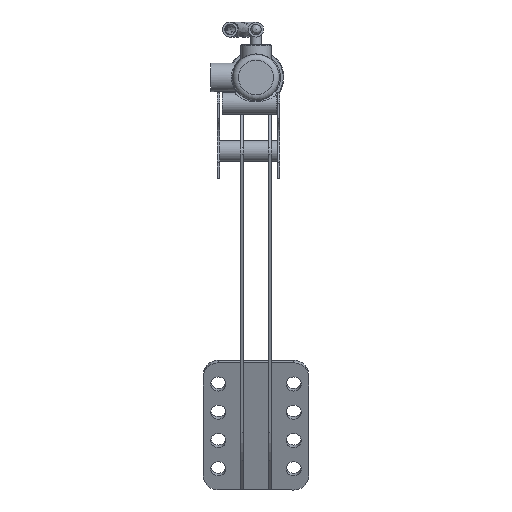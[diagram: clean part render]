
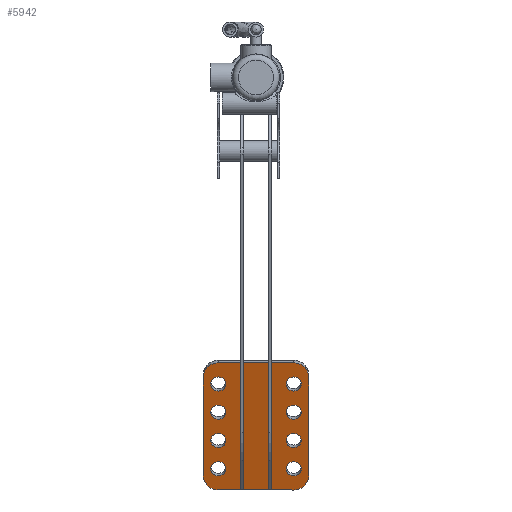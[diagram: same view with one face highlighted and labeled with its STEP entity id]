
A CAD part, left-side view. The second image highlights one B-rep face of the part: STEP entity #5942.
In plain terms, the highlighted face is planar.
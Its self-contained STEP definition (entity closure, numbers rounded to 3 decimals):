
#225=FACE_BOUND('',#1239,.T.);
#226=FACE_BOUND('',#1240,.T.);
#227=FACE_BOUND('',#1241,.T.);
#228=FACE_BOUND('',#1242,.T.);
#229=FACE_BOUND('',#1243,.T.);
#230=FACE_BOUND('',#1244,.T.);
#231=FACE_BOUND('',#1245,.T.);
#232=FACE_BOUND('',#1246,.T.);
#501=PLANE('',#6593);
#829=FACE_OUTER_BOUND('',#1238,.T.);
#1238=EDGE_LOOP('',(#5200,#5201,#5202,#5203,#5204,#5205,#5206,#5207));
#1239=EDGE_LOOP('',(#5208));
#1240=EDGE_LOOP('',(#5209));
#1241=EDGE_LOOP('',(#5210));
#1242=EDGE_LOOP('',(#5211));
#1243=EDGE_LOOP('',(#5212));
#1244=EDGE_LOOP('',(#5213));
#1245=EDGE_LOOP('',(#5214));
#1246=EDGE_LOOP('',(#5215));
#1608=LINE('',#14203,#2006);
#1612=LINE('',#14212,#2010);
#1622=LINE('',#14251,#2020);
#1623=LINE('',#14255,#2021);
#2006=VECTOR('',#8004,10.);
#2010=VECTOR('',#8014,10.);
#2020=VECTOR('',#8062,10.);
#2021=VECTOR('',#8065,10.);
#2373=CIRCLE('',#6573,10.);
#2374=CIRCLE('',#6576,10.);
#2375=CIRCLE('',#6578,5.);
#2376=CIRCLE('',#6580,5.);
#2377=CIRCLE('',#6582,5.);
#2378=CIRCLE('',#6584,5.);
#2379=CIRCLE('',#6586,5.);
#2380=CIRCLE('',#6588,5.);
#2381=CIRCLE('',#6590,5.);
#2382=CIRCLE('',#6592,5.);
#2383=CIRCLE('',#6594,10.);
#2384=CIRCLE('',#6595,10.);
#2862=VERTEX_POINT('',#14200);
#2863=VERTEX_POINT('',#14202);
#2864=VERTEX_POINT('',#14206);
#2865=VERTEX_POINT('',#14210);
#2866=VERTEX_POINT('',#14214);
#2867=VERTEX_POINT('',#14218);
#2868=VERTEX_POINT('',#14222);
#2869=VERTEX_POINT('',#14226);
#2870=VERTEX_POINT('',#14230);
#2871=VERTEX_POINT('',#14234);
#2872=VERTEX_POINT('',#14238);
#2873=VERTEX_POINT('',#14242);
#2874=VERTEX_POINT('',#14246);
#2875=VERTEX_POINT('',#14250);
#2876=VERTEX_POINT('',#14252);
#2877=VERTEX_POINT('',#14254);
#3648=EDGE_CURVE('',#2862,#2863,#1608,.T.);
#3651=EDGE_CURVE('',#2864,#2862,#2373,.T.);
#3653=EDGE_CURVE('',#2865,#2864,#1612,.T.);
#3655=EDGE_CURVE('',#2866,#2865,#2374,.T.);
#3657=EDGE_CURVE('',#2867,#2867,#2375,.T.);
#3659=EDGE_CURVE('',#2868,#2868,#2376,.T.);
#3661=EDGE_CURVE('',#2869,#2869,#2377,.T.);
#3663=EDGE_CURVE('',#2870,#2870,#2378,.T.);
#3665=EDGE_CURVE('',#2871,#2871,#2379,.T.);
#3667=EDGE_CURVE('',#2872,#2872,#2380,.T.);
#3669=EDGE_CURVE('',#2873,#2873,#2381,.T.);
#3671=EDGE_CURVE('',#2874,#2874,#2382,.T.);
#3672=EDGE_CURVE('',#2866,#2875,#1622,.T.);
#3673=EDGE_CURVE('',#2876,#2875,#2383,.T.);
#3674=EDGE_CURVE('',#2877,#2876,#1623,.T.);
#3675=EDGE_CURVE('',#2863,#2877,#2384,.T.);
#5200=ORIENTED_EDGE('',*,*,#3655,.F.);
#5201=ORIENTED_EDGE('',*,*,#3672,.T.);
#5202=ORIENTED_EDGE('',*,*,#3673,.F.);
#5203=ORIENTED_EDGE('',*,*,#3674,.F.);
#5204=ORIENTED_EDGE('',*,*,#3675,.F.);
#5205=ORIENTED_EDGE('',*,*,#3648,.F.);
#5206=ORIENTED_EDGE('',*,*,#3651,.F.);
#5207=ORIENTED_EDGE('',*,*,#3653,.F.);
#5208=ORIENTED_EDGE('',*,*,#3657,.T.);
#5209=ORIENTED_EDGE('',*,*,#3659,.T.);
#5210=ORIENTED_EDGE('',*,*,#3661,.T.);
#5211=ORIENTED_EDGE('',*,*,#3663,.T.);
#5212=ORIENTED_EDGE('',*,*,#3665,.T.);
#5213=ORIENTED_EDGE('',*,*,#3667,.T.);
#5214=ORIENTED_EDGE('',*,*,#3669,.T.);
#5215=ORIENTED_EDGE('',*,*,#3671,.T.);
#5942=ADVANCED_FACE('',(#829,#225,#226,#227,#228,#229,#230,#231,#232),#501,
 .T.);
#6573=AXIS2_PLACEMENT_3D('',#14208,#8009,#8010);
#6576=AXIS2_PLACEMENT_3D('',#14216,#8018,#8019);
#6578=AXIS2_PLACEMENT_3D('',#14220,#8023,#8024);
#6580=AXIS2_PLACEMENT_3D('',#14224,#8028,#8029);
#6582=AXIS2_PLACEMENT_3D('',#14228,#8033,#8034);
#6584=AXIS2_PLACEMENT_3D('',#14232,#8038,#8039);
#6586=AXIS2_PLACEMENT_3D('',#14236,#8043,#8044);
#6588=AXIS2_PLACEMENT_3D('',#14240,#8048,#8049);
#6590=AXIS2_PLACEMENT_3D('',#14244,#8053,#8054);
#6592=AXIS2_PLACEMENT_3D('',#14248,#8058,#8059);
#6593=AXIS2_PLACEMENT_3D('',#14249,#8060,#8061);
#6594=AXIS2_PLACEMENT_3D('',#14253,#8063,#8064);
#6595=AXIS2_PLACEMENT_3D('',#14256,#8066,#8067);
#8004=DIRECTION('',(1.,0.,0.));
#8009=DIRECTION('center_axis',(0.,0.342,-0.94));
#8010=DIRECTION('ref_axis',(-0.707,0.664,0.242));
#8014=DIRECTION('',(0.,0.94,0.342));
#8018=DIRECTION('center_axis',(0.,0.342,-0.94));
#8019=DIRECTION('ref_axis',(-0.707,-0.664,-0.242));
#8023=DIRECTION('center_axis',(0.,0.342,-0.94));
#8024=DIRECTION('ref_axis',(-1.,0.,0.));
#8028=DIRECTION('center_axis',(0.,0.342,-0.94));
#8029=DIRECTION('ref_axis',(-1.,0.,0.));
#8033=DIRECTION('center_axis',(0.,0.342,-0.94));
#8034=DIRECTION('ref_axis',(-1.,0.,0.));
#8038=DIRECTION('center_axis',(0.,0.342,-0.94));
#8039=DIRECTION('ref_axis',(-1.,0.,0.));
#8043=DIRECTION('center_axis',(0.,0.342,-0.94));
#8044=DIRECTION('ref_axis',(-1.,0.,0.));
#8048=DIRECTION('center_axis',(0.,0.342,-0.94));
#8049=DIRECTION('ref_axis',(-1.,0.,0.));
#8053=DIRECTION('center_axis',(0.,0.342,-0.94));
#8054=DIRECTION('ref_axis',(-1.,0.,0.));
#8058=DIRECTION('center_axis',(0.,0.342,-0.94));
#8059=DIRECTION('ref_axis',(-1.,0.,0.));
#8060=DIRECTION('center_axis',(0.,-0.342,0.94));
#8061=DIRECTION('ref_axis',(0.,-0.94,-0.342));
#8062=DIRECTION('',(1.,0.,0.));
#8063=DIRECTION('center_axis',(0.,0.342,-0.94));
#8064=DIRECTION('ref_axis',(0.707,-0.664,-0.242));
#8065=DIRECTION('',(0.,-0.94,-0.342));
#8066=DIRECTION('center_axis',(0.,0.342,-0.94));
#8067=DIRECTION('ref_axis',(0.707,0.664,0.242));
#14200=CARTESIAN_POINT('',(-25.,-40.971,-51.309));
#14202=CARTESIAN_POINT('',(25.,-40.971,-51.309));
#14203=CARTESIAN_POINT('',(0.,-40.971,-51.309));
#14206=CARTESIAN_POINT('',(-35.,-50.368,-54.729));
#14208=CARTESIAN_POINT('Origin',(-25.,-50.368,-54.729));
#14210=CARTESIAN_POINT('',(-35.,-116.146,-78.671));
#14212=CARTESIAN_POINT('',(-35.,100.,0.));
#14214=CARTESIAN_POINT('',(-25.,-125.543,-82.091));
#14216=CARTESIAN_POINT('Origin',(-25.,-116.146,-78.671));
#14218=CARTESIAN_POINT('',(-20.,-92.654,-70.12));
#14220=CARTESIAN_POINT('Origin',(-25.,-92.654,-70.12));
#14222=CARTESIAN_POINT('',(-20.,-55.066,-56.439));
#14224=CARTESIAN_POINT('Origin',(-25.,-55.066,-56.439));
#14226=CARTESIAN_POINT('',(-20.,-73.86,-63.28));
#14228=CARTESIAN_POINT('Origin',(-25.,-73.86,-63.28));
#14230=CARTESIAN_POINT('',(30.,-111.448,-76.961));
#14232=CARTESIAN_POINT('Origin',(25.,-111.448,-76.961));
#14234=CARTESIAN_POINT('',(30.,-92.654,-70.12));
#14236=CARTESIAN_POINT('Origin',(25.,-92.654,-70.12));
#14238=CARTESIAN_POINT('',(30.,-55.066,-56.439));
#14240=CARTESIAN_POINT('Origin',(25.,-55.066,-56.439));
#14242=CARTESIAN_POINT('',(30.,-73.86,-63.28));
#14244=CARTESIAN_POINT('Origin',(25.,-73.86,-63.28));
#14246=CARTESIAN_POINT('',(-20.,-111.448,-76.961));
#14248=CARTESIAN_POINT('Origin',(-25.,-111.448,-76.961));
#14249=CARTESIAN_POINT('Origin',(0.,-40.971,-51.309));
#14250=CARTESIAN_POINT('',(25.,-125.543,-82.091));
#14251=CARTESIAN_POINT('',(0.,-125.543,-82.091));
#14252=CARTESIAN_POINT('',(35.,-116.146,-78.671));
#14253=CARTESIAN_POINT('Origin',(25.,-116.146,-78.671));
#14254=CARTESIAN_POINT('',(35.,-50.368,-54.729));
#14255=CARTESIAN_POINT('',(35.,100.,0.));
#14256=CARTESIAN_POINT('Origin',(25.,-50.368,-54.729));
